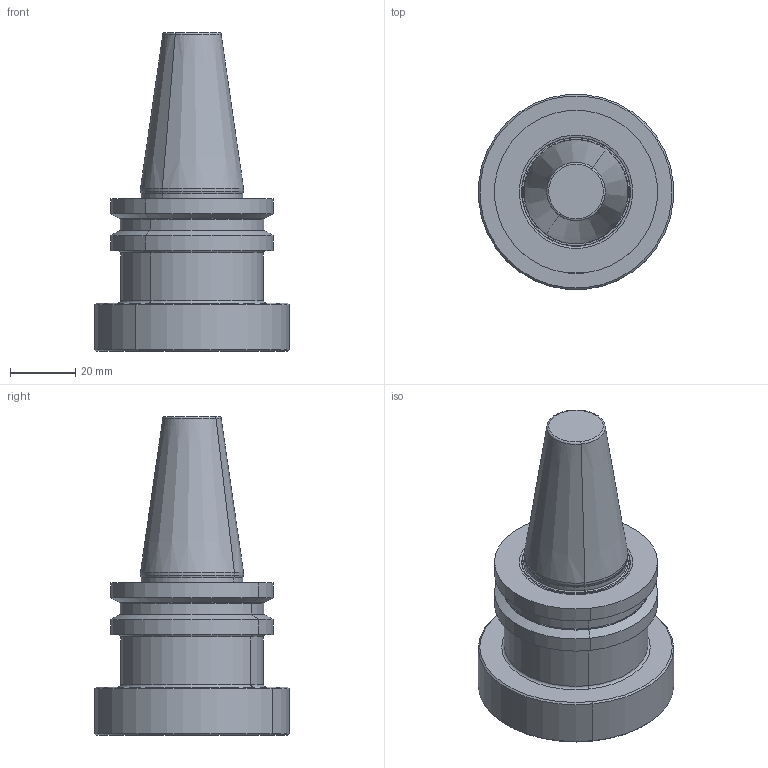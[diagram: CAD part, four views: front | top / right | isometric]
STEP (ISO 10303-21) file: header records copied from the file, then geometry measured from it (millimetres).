
FILE_DESCRIPTION((''),'2;1');
FILE_NAME('606403657-000-01-E43','2018-10-01T14:12:23',('bernerhp'),(''),'CREO PARAMETRIC BY PTC INC, 2018020','CREO PARAMETRIC BY PTC INC, 2018020','');
FILE_SCHEMA(('AUTOMOTIVE_DESIGN { 1 0 10303 214 1 1 1 1 }'));
Length unit declared in the file: millimetre
Products named in the file (1): 606403657-000-01-E43
Bounding box: 59.77 x 59.77 x 97.8 mm (x, y, z)
Volume: 112971.5 mm3; surface area: 18903.1 mm2
Topology: 1 solids, 1 shells, 65 faces, 237 edges, 183 vertices
Faces by surface type: torus 20, cylinder 18, cone 18, plane 9
Entity records: 3291 total; most frequent: DIRECTION 495, CARTESIAN_POINT 380, ORIENTED_EDGE 256, PRESENTATION_STYLE_ASSIGNMENT 243, STYLED_ITEM 243, CURVE_STYLE 242, AXIS2_PLACEMENT_3D 190, EDGE_CURVE 128
